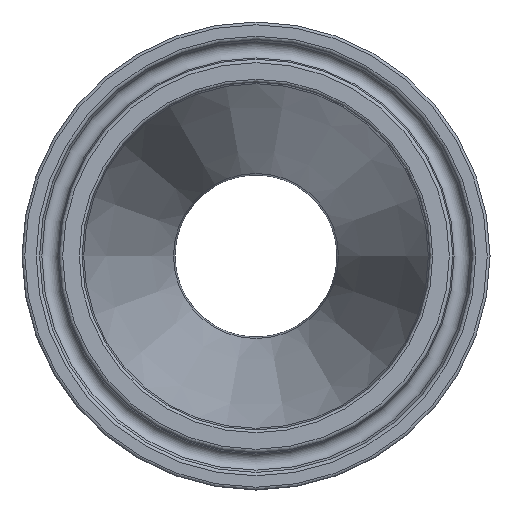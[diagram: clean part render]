
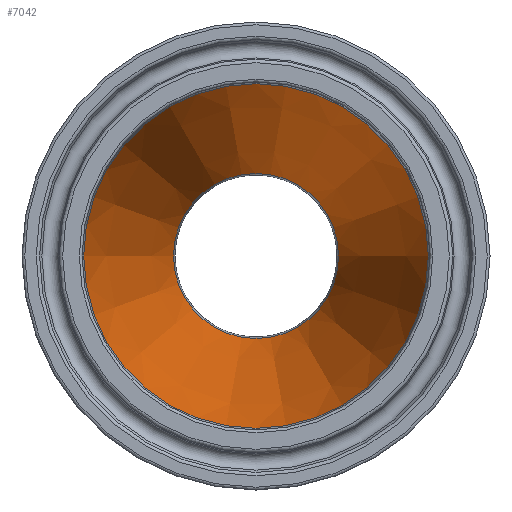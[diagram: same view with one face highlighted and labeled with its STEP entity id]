
A CAD part, left-side view. The second image highlights one B-rep face of the part: STEP entity #7042.
In plain terms, the highlighted conical face has half-angle 14.931 degrees and reference radius 17.399 mm.
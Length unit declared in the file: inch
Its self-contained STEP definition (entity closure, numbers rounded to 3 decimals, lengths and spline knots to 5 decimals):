
#13=CONICAL_SURFACE('',#7449,0.685,14.931);
#115=FACE_BOUND('',#1284,.T.);
#847=FACE_OUTER_BOUND('',#1283,.T.);
#1283=EDGE_LOOP('',(#6522));
#1284=EDGE_LOOP('',(#6523));
#1845=CIRCLE('',#7448,0.92656);
#1846=CIRCLE('',#7450,0.44344);
#3453=VERTEX_POINT('',#15624);
#3454=VERTEX_POINT('',#15627);
#4484=EDGE_CURVE('',#3453,#3453,#1845,.T.);
#4485=EDGE_CURVE('',#3454,#3454,#1846,.T.);
#6522=ORIENTED_EDGE('',*,*,#4485,.F.);
#6523=ORIENTED_EDGE('',*,*,#4484,.F.);
#7042=ADVANCED_FACE('',(#847,#115),#13,.F.);
#7448=AXIS2_PLACEMENT_3D('',#15625,#8709,#8710);
#7449=AXIS2_PLACEMENT_3D('',#15626,#8711,#8712);
#7450=AXIS2_PLACEMENT_3D('',#15628,#8713,#8714);
#8709=DIRECTION('center_axis',(1.,0.,0.));
#8710=DIRECTION('ref_axis',(0.,-1.,0.));
#8711=DIRECTION('center_axis',(-1.,0.,0.));
#8712=DIRECTION('ref_axis',(0.,1.,0.));
#8713=DIRECTION('center_axis',(-1.,0.,0.));
#8714=DIRECTION('ref_axis',(0.,-1.,0.));
#15624=CARTESIAN_POINT('',(0.90665,0.92656,0.));
#15625=CARTESIAN_POINT('Origin',(0.90665,0.,0.));
#15626=CARTESIAN_POINT('Origin',(1.8125,0.,0.));
#15627=CARTESIAN_POINT('',(2.71835,0.44344,0.));
#15628=CARTESIAN_POINT('Origin',(2.71835,0.,0.));
